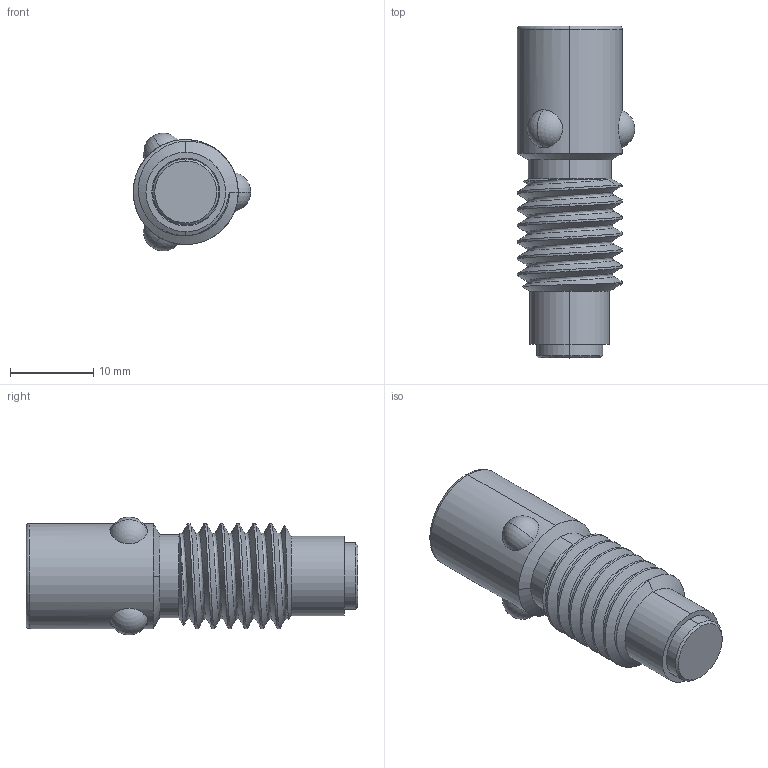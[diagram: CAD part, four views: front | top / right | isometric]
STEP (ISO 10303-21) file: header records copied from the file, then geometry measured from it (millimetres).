
FILE_DESCRIPTION (( 'STEP AP214' ), '1' );
FILE_NAME ('11500.STEP', '2023-07-06T12:33:40', ( '' ), ( '' ), 'SwSTEP 2.0', 'SolidWorks 2021', '' );
FILE_SCHEMA (( 'AUTOMOTIVE_DESIGN' ));
Length unit declared in the file: millimetre
Products named in the file (4): 115005_115005; 115004_115004; 115003_115003; 11500
Assembly tree (5 placements, depth 2):
  11500
    115004_115004
    115005_115005
    115003_115003  x3
Bounding box: 14.07 x 39.75 x 14.1 mm (x, y, z)
Volume: 2813.1 mm3; surface area: 3262.1 mm2
Topology: 5 solids, 5 shells, 90 faces, 231 edges, 142 vertices
Faces by surface type: cylinder 37, cone 24, plane 18, sphere 6, bspline 3, torus 2
Entity records: 6396 total; most frequent: CARTESIAN_POINT 4315, ORIENTED_EDGE 412, DIRECTION 400, EDGE_CURVE 206, AXIS2_PLACEMENT_3D 157, VERTEX_POINT 129, EDGE_LOOP 95, FACE_OUTER_BOUND 86
